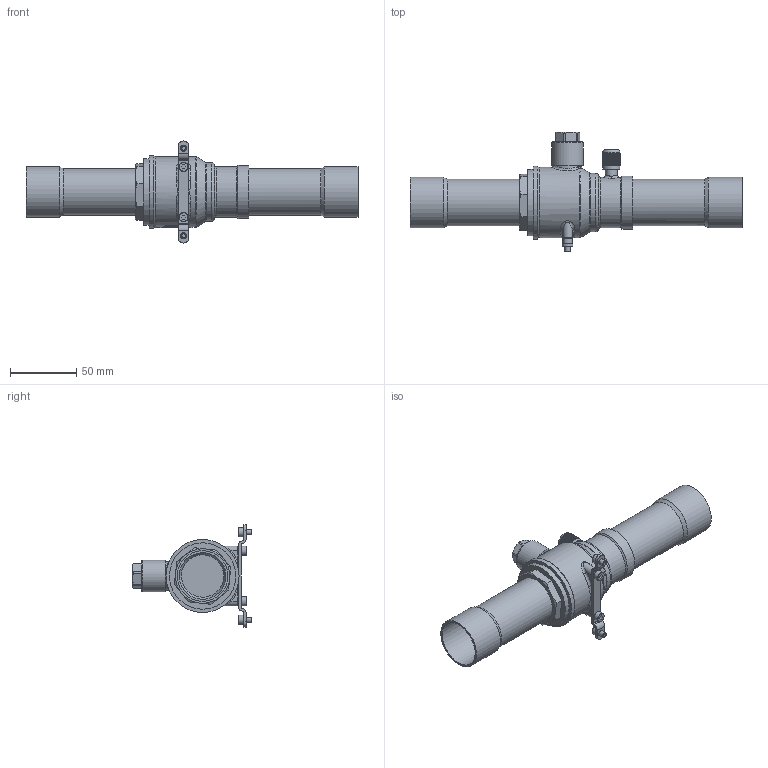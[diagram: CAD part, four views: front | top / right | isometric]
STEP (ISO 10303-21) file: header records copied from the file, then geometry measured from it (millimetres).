
FILE_DESCRIPTION(/* description */ (''),/* implementation_level */ '2;1');
FILE_NAME(/* name */ '009L7057R.stp',/* time_stamp */ '2022-08-08T11:25:15+03:00',/* author */ ('U403152'),/* organization */ (''),/* preprocessor_version */ 'ST-DEVELOPER v18.1',/* originating_system */ 'Autodesk Inventor 2020',/* authorisation */ '');
FILE_SCHEMA (('AUTOMOTIVE_DESIGN { 1 0 10303 214 3 1 1 }'));
Products named in the file (1): Part1
Bounding box: 250.3 x 90 x 77 mm (x, y, z)
Volume: 126241.7 mm3; surface area: 68922.1 mm2
Topology: 1 solids, 8 shells, 2088 faces, 5398 edges, 3608 vertices
Faces by surface type: plane 1455, cylinder 399, bspline 172, cone 35, torus 27
Full cylindrical faces by diameter (mm): 3.3 x2, 4 x4, 4.5 x4, 7 x4, 9 x2, 9.8 x1, 13 x2, 13.8 x1, 18 x1, 24 x1, 32 x2, 35 x2, 35.2 x2, 38 x1, 38.2 x2, 40 x1, 44 x1, 50 x1, 53.2 x1, 55 x1
Entity records: 78355 total; most frequent: CARTESIAN_POINT 23736, DIRECTION 11714, ORIENTED_EDGE 10790, EDGE_CURVE 5395, AXIS2_PLACEMENT_3D 4995, VERTEX_POINT 3608, EDGE_LOOP 2381, ELLIPSE 2144
